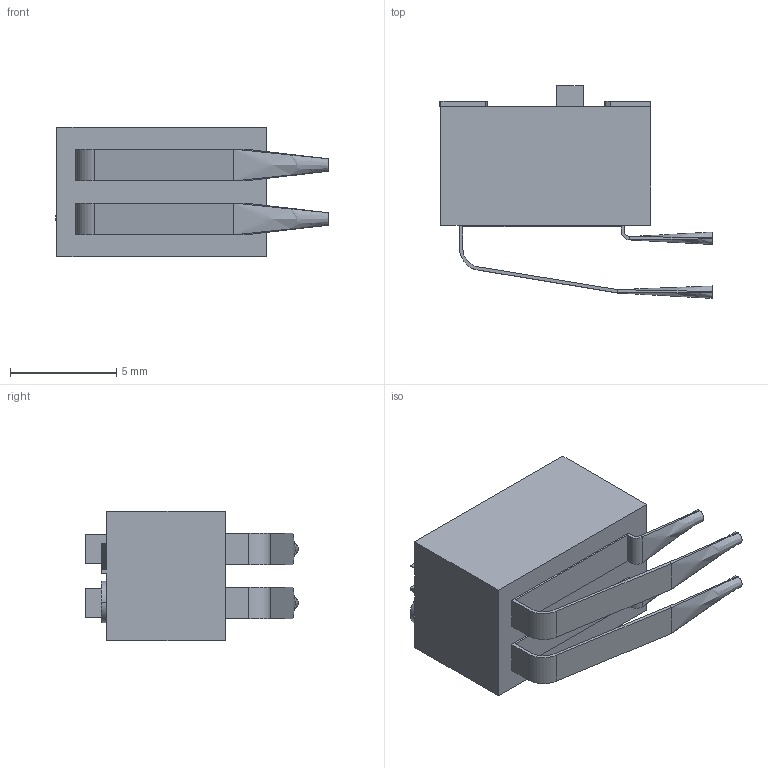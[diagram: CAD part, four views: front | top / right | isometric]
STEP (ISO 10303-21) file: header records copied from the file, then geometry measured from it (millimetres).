
FILE_DESCRIPTION (( 'STEP AP214' ), '1' );
FILE_NAME ('User Library-DIPSWITCH-1.STEP', '2010-11-03T20:08:35', ( 'sysAdmin' ), ( 'SolidWorks' ), 'SwSTEP 2.0', 'SolidWorks 2010', '' );
FILE_SCHEMA (( 'AUTOMOTIVE_DESIGN' ));
Length unit declared in the file: inch
Products named in the file (1): User Library-DIPSWITCH-1
Bounding box: 12.83 x 10.02 x 6.1 mm (x, y, z)
Volume: 331.7 mm3; surface area: 473.8 mm2
Topology: 1 solids, 1 shells, 111 faces, 290 edges, 186 vertices
Faces by surface type: plane 71, bspline 30, cylinder 10
Entity records: 6877 total; most frequent: CARTESIAN_POINT 3062, ORIENTED_EDGE 580, DIRECTION 436, EDGE_CURVE 290, VECTOR 216, LINE 216, VERTEX_POINT 186, EDGE_LOOP 116
